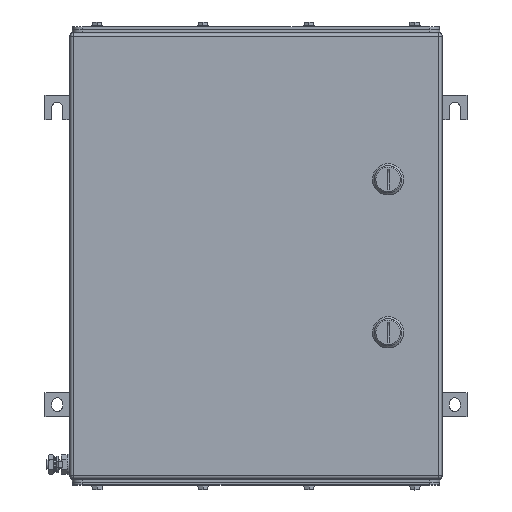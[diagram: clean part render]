
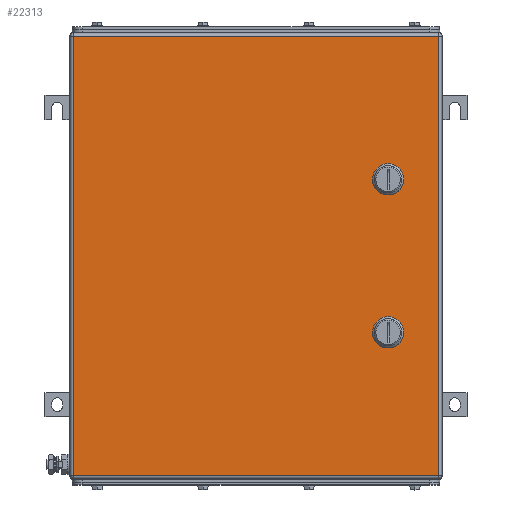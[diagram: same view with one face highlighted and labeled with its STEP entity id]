
A CAD part, top view. The second image highlights one B-rep face of the part: STEP entity #22313.
In plain terms, the highlighted planar face has unit normal (0, 0, 1).
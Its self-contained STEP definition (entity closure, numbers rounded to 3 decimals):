
#22127=AXIS2_PLACEMENT_3D('Circle Axis2P3D',#22125,#22126,$) ;
#22154=AXIS2_PLACEMENT_3D('Plane Axis2P3D',#22151,#22152,#22153) ;
#22199=AXIS2_PLACEMENT_3D('Circle Axis2P3D',#22197,#22198,$) ;
#22213=AXIS2_PLACEMENT_3D('Circle Axis2P3D',#22211,#22212,$) ;
#22227=AXIS2_PLACEMENT_3D('Circle Axis2P3D',#22225,#22226,$) ;
#22249=AXIS2_PLACEMENT_3D('Circle Axis2P3D',#22247,#22248,$) ;
#22265=AXIS2_PLACEMENT_3D('Circle Axis2P3D',#22263,#22264,$) ;
#22279=AXIS2_PLACEMENT_3D('Circle Axis2P3D',#22277,#22278,$) ;
#22293=AXIS2_PLACEMENT_3D('Circle Axis2P3D',#22291,#22292,$) ;
#22122=CARTESIAN_POINT('Vertex',(357.056,308.45,153.5)) ;
#22125=CARTESIAN_POINT('Axis2P3D Location',(352.,318.5,153.5)) ;
#22129=CARTESIAN_POINT('Vertex',(362.05,313.444,153.5)) ;
#22151=CARTESIAN_POINT('Axis2P3D Location',(216.5,240.,153.5)) ;
#22156=CARTESIAN_POINT('Line Origine',(216.5,465.5,153.5)) ;
#22160=CARTESIAN_POINT('Vertex',(404.,465.5,153.5)) ;
#22162=CARTESIAN_POINT('Vertex',(29.,465.5,153.5)) ;
#22165=CARTESIAN_POINT('Line Origine',(29.,240.,153.5)) ;
#22169=CARTESIAN_POINT('Vertex',(29.,14.5,153.5)) ;
#22172=CARTESIAN_POINT('Line Origine',(216.5,14.5,153.5)) ;
#22176=CARTESIAN_POINT('Vertex',(404.,14.5,153.5)) ;
#22179=CARTESIAN_POINT('Line Origine',(404.,240.,153.5)) ;
#22190=CARTESIAN_POINT('Line Origine',(352.,308.45,153.5)) ;
#22194=CARTESIAN_POINT('Vertex',(346.944,308.45,153.5)) ;
#22197=CARTESIAN_POINT('Axis2P3D Location',(352.,318.5,153.5)) ;
#22201=CARTESIAN_POINT('Vertex',(341.95,313.444,153.5)) ;
#22204=CARTESIAN_POINT('Line Origine',(341.95,318.5,153.5)) ;
#22208=CARTESIAN_POINT('Vertex',(341.95,323.556,153.5)) ;
#22211=CARTESIAN_POINT('Axis2P3D Location',(352.,318.5,153.5)) ;
#22215=CARTESIAN_POINT('Vertex',(346.944,328.55,153.5)) ;
#22218=CARTESIAN_POINT('Line Origine',(352.,328.55,153.5)) ;
#22222=CARTESIAN_POINT('Vertex',(357.056,328.55,153.5)) ;
#22225=CARTESIAN_POINT('Axis2P3D Location',(352.,318.5,153.5)) ;
#22229=CARTESIAN_POINT('Vertex',(362.05,323.556,153.5)) ;
#22232=CARTESIAN_POINT('Line Origine',(362.05,318.5,153.5)) ;
#22247=CARTESIAN_POINT('Axis2P3D Location',(352.,161.5,153.5)) ;
#22251=CARTESIAN_POINT('Vertex',(357.056,151.45,153.5)) ;
#22253=CARTESIAN_POINT('Vertex',(362.05,156.444,153.5)) ;
#22256=CARTESIAN_POINT('Line Origine',(352.,151.45,153.5)) ;
#22260=CARTESIAN_POINT('Vertex',(346.944,151.45,153.5)) ;
#22263=CARTESIAN_POINT('Axis2P3D Location',(352.,161.5,153.5)) ;
#22267=CARTESIAN_POINT('Vertex',(341.95,156.444,153.5)) ;
#22270=CARTESIAN_POINT('Line Origine',(341.95,161.5,153.5)) ;
#22274=CARTESIAN_POINT('Vertex',(341.95,166.556,153.5)) ;
#22277=CARTESIAN_POINT('Axis2P3D Location',(352.,161.5,153.5)) ;
#22281=CARTESIAN_POINT('Vertex',(346.944,171.55,153.5)) ;
#22284=CARTESIAN_POINT('Line Origine',(352.,171.55,153.5)) ;
#22288=CARTESIAN_POINT('Vertex',(357.056,171.55,153.5)) ;
#22291=CARTESIAN_POINT('Axis2P3D Location',(352.,161.5,153.5)) ;
#22295=CARTESIAN_POINT('Vertex',(362.05,166.556,153.5)) ;
#22298=CARTESIAN_POINT('Line Origine',(362.05,161.5,153.5)) ;
#22126=DIRECTION('Axis2P3D Direction',(0.,0.,1.)) ;
#22152=DIRECTION('Axis2P3D Direction',(0.,0.,1.)) ;
#22153=DIRECTION('Axis2P3D XDirection',(1.,0.,0.)) ;
#22157=DIRECTION('Vector Direction',(1.,0.,0.)) ;
#22166=DIRECTION('Vector Direction',(0.,-1.,0.)) ;
#22173=DIRECTION('Vector Direction',(1.,0.,0.)) ;
#22180=DIRECTION('Vector Direction',(0.,1.,0.)) ;
#22191=DIRECTION('Vector Direction',(1.,0.,0.)) ;
#22198=DIRECTION('Axis2P3D Direction',(0.,0.,1.)) ;
#22205=DIRECTION('Vector Direction',(0.,1.,0.)) ;
#22212=DIRECTION('Axis2P3D Direction',(0.,0.,1.)) ;
#22219=DIRECTION('Vector Direction',(1.,0.,0.)) ;
#22226=DIRECTION('Axis2P3D Direction',(0.,0.,1.)) ;
#22233=DIRECTION('Vector Direction',(0.,-1.,0.)) ;
#22248=DIRECTION('Axis2P3D Direction',(0.,0.,1.)) ;
#22257=DIRECTION('Vector Direction',(1.,0.,0.)) ;
#22264=DIRECTION('Axis2P3D Direction',(0.,0.,1.)) ;
#22271=DIRECTION('Vector Direction',(0.,1.,0.)) ;
#22278=DIRECTION('Axis2P3D Direction',(0.,0.,1.)) ;
#22285=DIRECTION('Vector Direction',(1.,0.,0.)) ;
#22292=DIRECTION('Axis2P3D Direction',(0.,0.,1.)) ;
#22299=DIRECTION('Vector Direction',(0.,-1.,0.)) ;
#22158=VECTOR('Line Direction',#22157,1.) ;
#22167=VECTOR('Line Direction',#22166,1.) ;
#22174=VECTOR('Line Direction',#22173,1.) ;
#22181=VECTOR('Line Direction',#22180,1.) ;
#22192=VECTOR('Line Direction',#22191,1.) ;
#22206=VECTOR('Line Direction',#22205,1.) ;
#22220=VECTOR('Line Direction',#22219,1.) ;
#22234=VECTOR('Line Direction',#22233,1.) ;
#22258=VECTOR('Line Direction',#22257,1.) ;
#22272=VECTOR('Line Direction',#22271,1.) ;
#22286=VECTOR('Line Direction',#22285,1.) ;
#22300=VECTOR('Line Direction',#22299,1.) ;
#22185=ORIENTED_EDGE('',*,*,#22164,.T.) ;
#22186=ORIENTED_EDGE('',*,*,#22171,.T.) ;
#22187=ORIENTED_EDGE('',*,*,#22178,.T.) ;
#22188=ORIENTED_EDGE('',*,*,#22183,.T.) ;
#22238=ORIENTED_EDGE('',*,*,#22196,.F.) ;
#22239=ORIENTED_EDGE('',*,*,#22203,.F.) ;
#22240=ORIENTED_EDGE('',*,*,#22210,.T.) ;
#22241=ORIENTED_EDGE('',*,*,#22217,.F.) ;
#22242=ORIENTED_EDGE('',*,*,#22224,.T.) ;
#22243=ORIENTED_EDGE('',*,*,#22231,.F.) ;
#22244=ORIENTED_EDGE('',*,*,#22236,.T.) ;
#22245=ORIENTED_EDGE('',*,*,#22131,.F.) ;
#22304=ORIENTED_EDGE('',*,*,#22255,.F.) ;
#22305=ORIENTED_EDGE('',*,*,#22262,.F.) ;
#22306=ORIENTED_EDGE('',*,*,#22269,.F.) ;
#22307=ORIENTED_EDGE('',*,*,#22276,.T.) ;
#22308=ORIENTED_EDGE('',*,*,#22283,.F.) ;
#22309=ORIENTED_EDGE('',*,*,#22290,.T.) ;
#22310=ORIENTED_EDGE('',*,*,#22297,.F.) ;
#22311=ORIENTED_EDGE('',*,*,#22302,.T.) ;
#22246=FACE_BOUND('',#22237,.T.) ;
#22312=FACE_BOUND('',#22303,.T.) ;
#22313=ADVANCED_FACE('ZUB_KTB_QL_453815_2GP_AllCATPart_AllCATPart.1\\ZUB_KTB_QL_453815_2GP_AllCATPart.2\\ZUB_DE_KTB_QL.1\\DE_KTB_MH_PART_MASTER.1\\Koerper.2',(#22189,#22246,#22312),#22155,.T.) ;
#22128=CIRCLE('generated circle',#22127,11.25) ;
#22200=CIRCLE('generated circle',#22199,11.25) ;
#22214=CIRCLE('generated circle',#22213,11.25) ;
#22228=CIRCLE('generated circle',#22227,11.25) ;
#22250=CIRCLE('generated circle',#22249,11.25) ;
#22266=CIRCLE('generated circle',#22265,11.25) ;
#22280=CIRCLE('generated circle',#22279,11.25) ;
#22294=CIRCLE('generated circle',#22293,11.25) ;
#22131=EDGE_CURVE('',#22123,#22130,#22128,.T.) ;
#22164=EDGE_CURVE('',#22161,#22163,#22159,.F.) ;
#22171=EDGE_CURVE('',#22163,#22170,#22168,.T.) ;
#22178=EDGE_CURVE('',#22170,#22177,#22175,.T.) ;
#22183=EDGE_CURVE('',#22177,#22161,#22182,.T.) ;
#22196=EDGE_CURVE('',#22195,#22123,#22193,.T.) ;
#22203=EDGE_CURVE('',#22202,#22195,#22200,.T.) ;
#22210=EDGE_CURVE('',#22202,#22209,#22207,.T.) ;
#22217=EDGE_CURVE('',#22216,#22209,#22214,.T.) ;
#22224=EDGE_CURVE('',#22216,#22223,#22221,.T.) ;
#22231=EDGE_CURVE('',#22230,#22223,#22228,.T.) ;
#22236=EDGE_CURVE('',#22230,#22130,#22235,.T.) ;
#22255=EDGE_CURVE('',#22252,#22254,#22250,.T.) ;
#22262=EDGE_CURVE('',#22261,#22252,#22259,.T.) ;
#22269=EDGE_CURVE('',#22268,#22261,#22266,.T.) ;
#22276=EDGE_CURVE('',#22268,#22275,#22273,.T.) ;
#22283=EDGE_CURVE('',#22282,#22275,#22280,.T.) ;
#22290=EDGE_CURVE('',#22282,#22289,#22287,.T.) ;
#22297=EDGE_CURVE('',#22296,#22289,#22294,.T.) ;
#22302=EDGE_CURVE('',#22296,#22254,#22301,.T.) ;
#22184=EDGE_LOOP('',(#22185,#22186,#22187,#22188)) ;
#22237=EDGE_LOOP('',(#22238,#22239,#22240,#22241,#22242,#22243,#22244,#22245)) ;
#22303=EDGE_LOOP('',(#22304,#22305,#22306,#22307,#22308,#22309,#22310,#22311)) ;
#22189=FACE_OUTER_BOUND('',#22184,.T.) ;
#22159=LINE('Line',#22156,#22158) ;
#22168=LINE('Line',#22165,#22167) ;
#22175=LINE('Line',#22172,#22174) ;
#22182=LINE('Line',#22179,#22181) ;
#22193=LINE('Line',#22190,#22192) ;
#22207=LINE('Line',#22204,#22206) ;
#22221=LINE('Line',#22218,#22220) ;
#22235=LINE('Line',#22232,#22234) ;
#22259=LINE('Line',#22256,#22258) ;
#22273=LINE('Line',#22270,#22272) ;
#22287=LINE('Line',#22284,#22286) ;
#22301=LINE('Line',#22298,#22300) ;
#22155=PLANE('',#22154) ;
#22123=VERTEX_POINT('',#22122) ;
#22130=VERTEX_POINT('',#22129) ;
#22161=VERTEX_POINT('',#22160) ;
#22163=VERTEX_POINT('',#22162) ;
#22170=VERTEX_POINT('',#22169) ;
#22177=VERTEX_POINT('',#22176) ;
#22195=VERTEX_POINT('',#22194) ;
#22202=VERTEX_POINT('',#22201) ;
#22209=VERTEX_POINT('',#22208) ;
#22216=VERTEX_POINT('',#22215) ;
#22223=VERTEX_POINT('',#22222) ;
#22230=VERTEX_POINT('',#22229) ;
#22252=VERTEX_POINT('',#22251) ;
#22254=VERTEX_POINT('',#22253) ;
#22261=VERTEX_POINT('',#22260) ;
#22268=VERTEX_POINT('',#22267) ;
#22275=VERTEX_POINT('',#22274) ;
#22282=VERTEX_POINT('',#22281) ;
#22289=VERTEX_POINT('',#22288) ;
#22296=VERTEX_POINT('',#22295) ;
